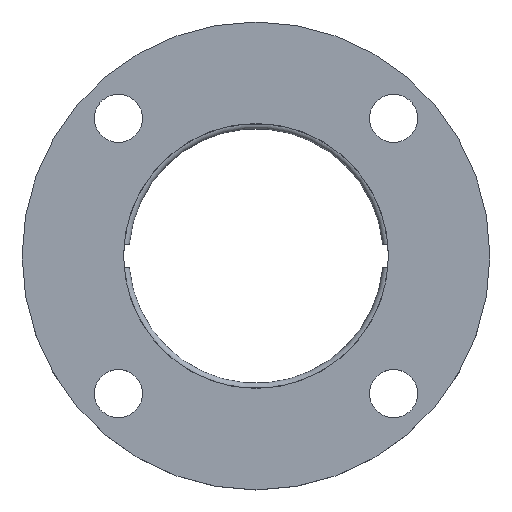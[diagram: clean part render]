
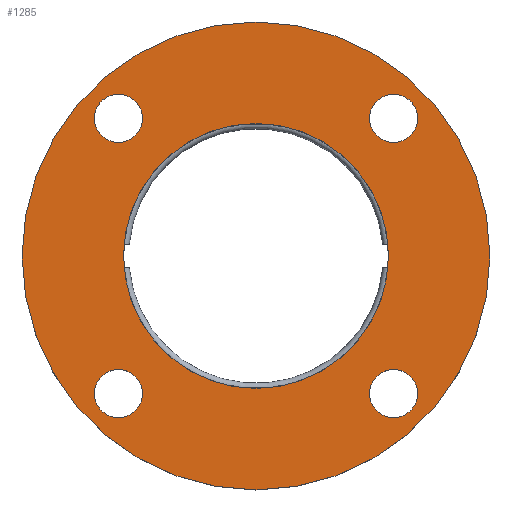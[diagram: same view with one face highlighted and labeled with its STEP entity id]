
A CAD part, top view. The second image highlights one B-rep face of the part: STEP entity #1285.
In plain terms, the highlighted planar face has unit normal (0, 0, 1).
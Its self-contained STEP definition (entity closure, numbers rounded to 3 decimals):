
#3 = CIRCLE ( 'NONE', #356, 3.5 ) ;
#47 = CARTESIAN_POINT ( 'NONE',  ( -19.25, 0., 0. ) ) ;
#55 = CARTESIAN_POINT ( 'NONE',  ( 20., -20., 0. ) ) ;
#65 = CARTESIAN_POINT ( 'NONE',  ( 19.25, 0., 0. ) ) ;
#67 = FACE_OUTER_BOUND ( 'NONE', #289, .T. ) ;
#77 = EDGE_LOOP ( 'NONE', ( #658, #176 ) ) ;
#87 = DIRECTION ( 'NONE',  ( 1., 0., 0. ) ) ;
#91 = DIRECTION ( 'NONE',  ( 1., 0., 0. ) ) ;
#107 = DIRECTION ( 'NONE',  ( 0., 0., -1. ) ) ;
#112 = CIRCLE ( 'NONE', #514, 34. ) ;
#116 = EDGE_CURVE ( 'NONE', #1344, #738, #993, .T. ) ;
#164 = ORIENTED_EDGE ( 'NONE', *, *, #116, .T. ) ;
#176 = ORIENTED_EDGE ( 'NONE', *, *, #335, .T. ) ;
#180 = DIRECTION ( 'NONE',  ( -1., 0., 0. ) ) ;
#196 = CIRCLE ( 'NONE', #1202, 3.5 ) ;
#210 = CIRCLE ( 'NONE', #830, 3.5 ) ;
#215 = DIRECTION ( 'NONE',  ( 0., 0., -1. ) ) ;
#220 = VERTEX_POINT ( 'NONE', #65 ) ;
#229 = EDGE_CURVE ( 'NONE', #597, #220, #266, .T. ) ;
#249 = DIRECTION ( 'NONE',  ( 0., 0., -1. ) ) ;
#250 = CARTESIAN_POINT ( 'NONE',  ( 0., 0., 0. ) ) ;
#266 = CIRCLE ( 'NONE', #390, 19.25 ) ;
#272 = CARTESIAN_POINT ( 'NONE',  ( 20., -20., 0. ) ) ;
#289 = EDGE_LOOP ( 'NONE', ( #1132, #1161 ) ) ;
#303 = ORIENTED_EDGE ( 'NONE', *, *, #229, .F. ) ;
#309 = AXIS2_PLACEMENT_3D ( 'NONE', #914, #215, #1032 ) ;
#319 = CARTESIAN_POINT ( 'NONE',  ( 20., 20., 0. ) ) ;
#327 = AXIS2_PLACEMENT_3D ( 'NONE', #346, #1160, #471 ) ;
#330 = CARTESIAN_POINT ( 'NONE',  ( -16.5, -20., 0. ) ) ;
#335 = EDGE_CURVE ( 'NONE', #807, #1508, #430, .T. ) ;
#344 = EDGE_LOOP ( 'NONE', ( #1283, #837 ) ) ;
#346 = CARTESIAN_POINT ( 'NONE',  ( -20., -20., 0. ) ) ;
#356 = AXIS2_PLACEMENT_3D ( 'NONE', #945, #249, #1064 ) ;
#365 = DIRECTION ( 'NONE',  ( 1., 0., 0. ) ) ;
#376 = AXIS2_PLACEMENT_3D ( 'NONE', #524, #1332, #641 ) ;
#377 = VERTEX_POINT ( 'NONE', #1275 ) ;
#385 = FACE_BOUND ( 'NONE', #1182, .T. ) ;
#390 = AXIS2_PLACEMENT_3D ( 'NONE', #1249, #556, #1359 ) ;
#394 = ORIENTED_EDGE ( 'NONE', *, *, #542, .T. ) ;
#396 = DIRECTION ( 'NONE',  ( -1., 0., 0. ) ) ;
#397 = CARTESIAN_POINT ( 'NONE',  ( -16.5, 20., 0. ) ) ;
#403 = PLANE ( 'NONE',  #376 ) ;
#424 = CARTESIAN_POINT ( 'NONE',  ( -23.5, 20., 0. ) ) ;
#426 = FACE_BOUND ( 'NONE', #344, .T. ) ;
#430 = CIRCLE ( 'NONE', #1092, 3.5 ) ;
#443 = DIRECTION ( 'NONE',  ( -1., 0., 0. ) ) ;
#456 = CARTESIAN_POINT ( 'NONE',  ( 16.5, 20., 0. ) ) ;
#470 = EDGE_CURVE ( 'NONE', #738, #1344, #3, .T. ) ;
#471 = DIRECTION ( 'NONE',  ( -1., 0., 0. ) ) ;
#514 = AXIS2_PLACEMENT_3D ( 'NONE', #1482, #796, #91 ) ;
#524 = CARTESIAN_POINT ( 'NONE',  ( -19.25, 0., 0. ) ) ;
#542 = EDGE_CURVE ( 'NONE', #842, #377, #210, .T. ) ;
#548 = CARTESIAN_POINT ( 'NONE',  ( -34., 0., 0. ) ) ;
#556 = DIRECTION ( 'NONE',  ( 0., 0., 1. ) ) ;
#571 = ORIENTED_EDGE ( 'NONE', *, *, #623, .T. ) ;
#597 = VERTEX_POINT ( 'NONE', #47 ) ;
#603 = VERTEX_POINT ( 'NONE', #1102 ) ;
#623 = EDGE_CURVE ( 'NONE', #377, #842, #1101, .T. ) ;
#631 = CIRCLE ( 'NONE', #1138, 34. ) ;
#641 = DIRECTION ( 'NONE',  ( -1., 0., 0. ) ) ;
#651 = CARTESIAN_POINT ( 'NONE',  ( -20., 20., 0. ) ) ;
#658 = ORIENTED_EDGE ( 'NONE', *, *, #1422, .T. ) ;
#716 = ORIENTED_EDGE ( 'NONE', *, *, #1186, .F. ) ;
#738 = VERTEX_POINT ( 'NONE', #397 ) ;
#756 = CARTESIAN_POINT ( 'NONE',  ( 23.5, 20., 0. ) ) ;
#763 = VERTEX_POINT ( 'NONE', #1330 ) ;
#769 = DIRECTION ( 'NONE',  ( -1., 0., 0. ) ) ;
#792 = DIRECTION ( 'NONE',  ( 0., 0., 1. ) ) ;
#796 = DIRECTION ( 'NONE',  ( 0., 0., 1. ) ) ;
#807 = VERTEX_POINT ( 'NONE', #756 ) ;
#809 = CARTESIAN_POINT ( 'NONE',  ( 20., 20., 0. ) ) ;
#830 = AXIS2_PLACEMENT_3D ( 'NONE', #272, #1093, #396 ) ;
#837 = ORIENTED_EDGE ( 'NONE', *, *, #1470, .T. ) ;
#842 = VERTEX_POINT ( 'NONE', #1244 ) ;
#875 = AXIS2_PLACEMENT_3D ( 'NONE', #250, #1068, #365 ) ;
#879 = DIRECTION ( 'NONE',  ( 0., 0., -1. ) ) ;
#904 = EDGE_CURVE ( 'NONE', #603, #1415, #112, .T. ) ;
#914 = CARTESIAN_POINT ( 'NONE',  ( -20., -20., 0. ) ) ;
#923 = DIRECTION ( 'NONE',  ( -1., 0., 0. ) ) ;
#945 = CARTESIAN_POINT ( 'NONE',  ( -20., 20., 0. ) ) ;
#959 = EDGE_CURVE ( 'NONE', #1415, #603, #631, .T. ) ;
#991 = CIRCLE ( 'NONE', #875, 19.25 ) ;
#993 = CIRCLE ( 'NONE', #1121, 3.5 ) ;
#1003 = FACE_BOUND ( 'NONE', #1327, .T. ) ;
#1022 = VERTEX_POINT ( 'NONE', #330 ) ;
#1032 = DIRECTION ( 'NONE',  ( -1., 0., 0. ) ) ;
#1064 = DIRECTION ( 'NONE',  ( -1., 0., 0. ) ) ;
#1068 = DIRECTION ( 'NONE',  ( 0., 0., 1. ) ) ;
#1088 = EDGE_CURVE ( 'NONE', #763, #1022, #1405, .T. ) ;
#1092 = AXIS2_PLACEMENT_3D ( 'NONE', #809, #107, #923 ) ;
#1093 = DIRECTION ( 'NONE',  ( 0., 0., -1. ) ) ;
#1101 = CIRCLE ( 'NONE', #1443, 3.5 ) ;
#1102 = CARTESIAN_POINT ( 'NONE',  ( 34., 0., 0. ) ) ;
#1121 = AXIS2_PLACEMENT_3D ( 'NONE', #651, #1453, #769 ) ;
#1132 = ORIENTED_EDGE ( 'NONE', *, *, #904, .T. ) ;
#1135 = DIRECTION ( 'NONE',  ( 0., 0., -1. ) ) ;
#1138 = AXIS2_PLACEMENT_3D ( 'NONE', #1479, #792, #87 ) ;
#1160 = DIRECTION ( 'NONE',  ( 0., 0., -1. ) ) ;
#1161 = ORIENTED_EDGE ( 'NONE', *, *, #959, .T. ) ;
#1182 = EDGE_LOOP ( 'NONE', ( #164, #1225 ) ) ;
#1186 = EDGE_CURVE ( 'NONE', #220, #597, #991, .T. ) ;
#1202 = AXIS2_PLACEMENT_3D ( 'NONE', #319, #1135, #443 ) ;
#1225 = ORIENTED_EDGE ( 'NONE', *, *, #470, .T. ) ;
#1244 = CARTESIAN_POINT ( 'NONE',  ( 16.5, -20., 0. ) ) ;
#1249 = CARTESIAN_POINT ( 'NONE',  ( 0., 0., 0. ) ) ;
#1275 = CARTESIAN_POINT ( 'NONE',  ( 23.5, -20., 0. ) ) ;
#1283 = ORIENTED_EDGE ( 'NONE', *, *, #1088, .T. ) ;
#1285 = ADVANCED_FACE ( 'NONE', ( #1311, #1003, #426, #385, #1346, #67 ), #403, .F. ) ;
#1311 = FACE_BOUND ( 'NONE', #77, .T. ) ;
#1326 = CIRCLE ( 'NONE', #309, 3.5 ) ;
#1327 = EDGE_LOOP ( 'NONE', ( #394, #571 ) ) ;
#1330 = CARTESIAN_POINT ( 'NONE',  ( -23.5, -20., 0. ) ) ;
#1332 = DIRECTION ( 'NONE',  ( 0., 0., -1. ) ) ;
#1344 = VERTEX_POINT ( 'NONE', #424 ) ;
#1346 = FACE_BOUND ( 'NONE', #1434, .T. ) ;
#1359 = DIRECTION ( 'NONE',  ( 1., 0., 0. ) ) ;
#1405 = CIRCLE ( 'NONE', #327, 3.5 ) ;
#1415 = VERTEX_POINT ( 'NONE', #548 ) ;
#1422 = EDGE_CURVE ( 'NONE', #1508, #807, #196, .T. ) ;
#1434 = EDGE_LOOP ( 'NONE', ( #716, #303 ) ) ;
#1443 = AXIS2_PLACEMENT_3D ( 'NONE', #55, #879, #180 ) ;
#1453 = DIRECTION ( 'NONE',  ( 0., 0., -1. ) ) ;
#1470 = EDGE_CURVE ( 'NONE', #1022, #763, #1326, .T. ) ;
#1479 = CARTESIAN_POINT ( 'NONE',  ( 0., 0., 0. ) ) ;
#1482 = CARTESIAN_POINT ( 'NONE',  ( 0., 0., 0. ) ) ;
#1508 = VERTEX_POINT ( 'NONE', #456 ) ;
